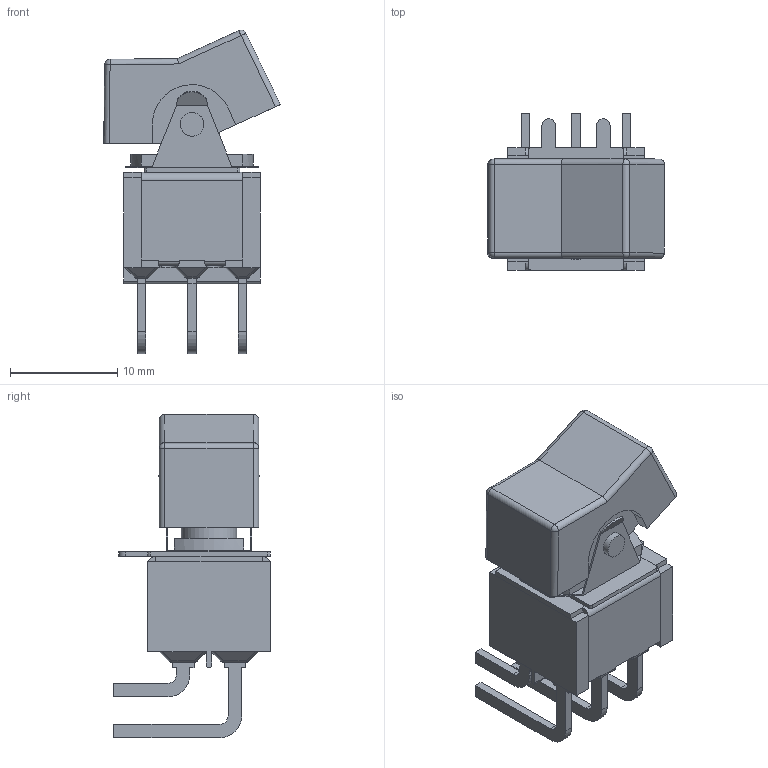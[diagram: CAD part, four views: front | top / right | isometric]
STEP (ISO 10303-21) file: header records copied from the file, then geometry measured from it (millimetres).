
FILE_DESCRIPTION(/* description */ (''),/* implementation_level */ '2;1');
FILE_NAME(/* name */ 'SW-300DPxJ1xxxM6xE.step',/* time_stamp */ '2021-02-15T11:45:19+01:00',/* author */ (''),/* organization */ (''),/* preprocessor_version */ 'ST-DEVELOPER v18.1',/* originating_system */ 'Autodesk Translation Framework v9.7.1.1290',/* authorisation */ '');
FILE_SCHEMA (('AUTOMOTIVE_DESIGN { 1 0 10303 214 3 1 1 }'));
Length unit declared in the file: millimetre
Products named in the file (1): SW-300DPxJ1xxxM6xE
Bounding box: 16.47 x 14.61 x 30.19 mm (x, y, z)
Volume: 1524.4 mm3; surface area: 2992.2 mm2
Topology: 1 solids, 2 shells, 478 faces, 1252 edges, 766 vertices
Faces by surface type: plane 349, cylinder 101, sphere 28
Full cylindrical faces by diameter (mm): 2.2 x2, 3.2 x1, 5.2 x1
Entity records: 14534 total; most frequent: CARTESIAN_POINT 2469, ORIENTED_EDGE 2448, DIRECTION 2422, EDGE_CURVE 1224, LINE 984, VECTOR 984, VERTEX_POINT 766, AXIS2_PLACEMENT_3D 719
